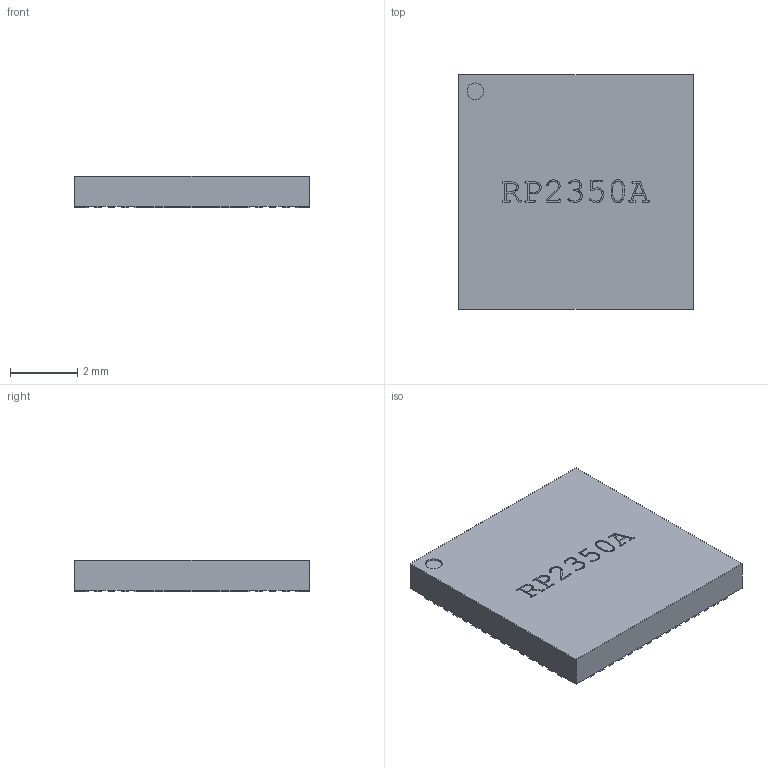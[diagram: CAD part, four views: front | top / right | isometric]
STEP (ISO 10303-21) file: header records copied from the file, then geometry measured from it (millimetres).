
FILE_DESCRIPTION(('FreeCAD Model'),'2;1');
FILE_NAME('Open CASCADE Shape Model','2024-01-04T16:22:30',(''),(''), 'Open CASCADE STEP processor 7.6','FreeCAD','Unknown');
FILE_SCHEMA(('AUTOMOTIVE_DESIGN { 1 0 10303 214 1 1 1 1 }'));
Length unit declared in the file: millimetre
Products named in the file (1): LinearPattern003
Bounding box: 7 x 7 x 0.95 mm (x, y, z)
Volume: 44.9 mm3; surface area: 128.8 mm2
Topology: 1 solids, 1 shells, 564 faces, 1527 edges, 978 vertices
Faces by surface type: plane 379, extrusion 184, cylinder 1
Full cylindrical faces by diameter (mm): 0.5 x1
Entity records: 21534 total; most frequent: CARTESIAN_POINT 4174, ORIENTED_EDGE 3054, DIRECTION 2107, EDGE_CURVE 1527, VECTOR 1341, LINE 1157, VERTEX_POINT 978, FACE_BOUND 577
